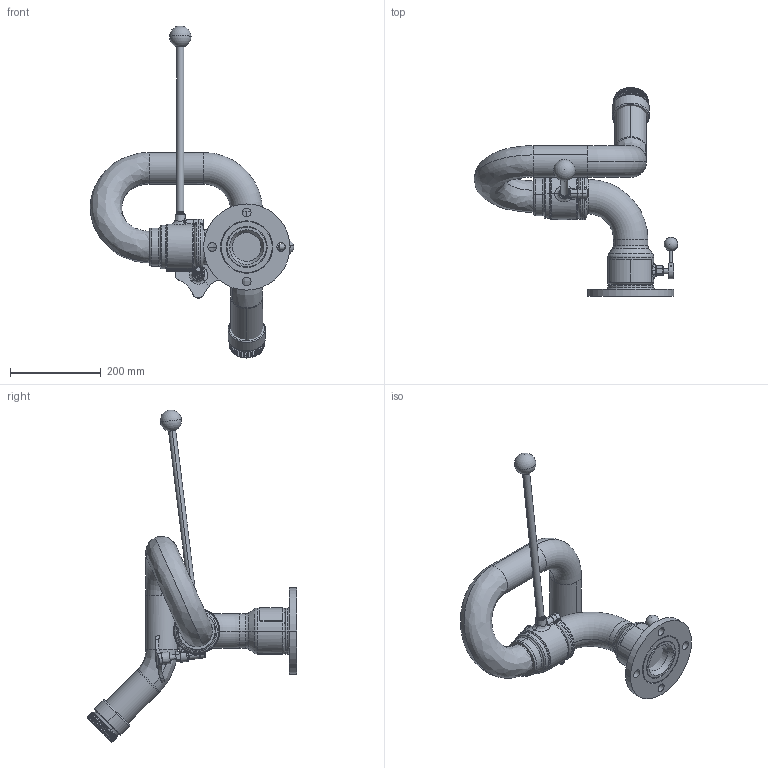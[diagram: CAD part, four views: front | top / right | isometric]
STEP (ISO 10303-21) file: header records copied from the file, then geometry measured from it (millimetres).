
FILE_DESCRIPTION (( 'STEP AP214' ), '1' );
FILE_NAME ('299-11_PythonDD.STEP', '2010-07-26T18:01:21', ( 'Rick' ), ( '' ), 'SwSTEP 2.0', 'SolidWorks 2010', '' );
FILE_SCHEMA (( 'AUTOMOTIVE_DESIGN' ));
Length unit declared in the file: inch
Products named in the file (25): Main299-11_Copy-10NULL; Products.Monitors.299-11 (Python)-299-1181263001Lock Clamp Sub-Ass''yREL10NULL; Products.Monitors.299-11 (Python)-299-1142079001Lock-Knob (Brass)REL10NULL; Release-Details 60000 - 6499962808001LOCK STUD10NULL; Release-Details 45000 - 4999947538001LOCK NUT20NULL; Products.Monitors.299-11 (Python)-299-1123573001Clamp-Ring (299-11)A50NULL; Products.Monitors.299-11 (Python)-299-1116724001Body-Lower (2.5 Elbow)50NULL; Products.Monitors.299-11 (Python)-299-1180018005Locking Device Assy (299-11)C10NULL; Hardware.Pins-Roll Pins51242000Pin-Roll (79-028-125-1.250) SS10NULL; Products.Monitors.299-11 (Python)-299-1151289001Pin-Nylon (299-11)_10NULL; Products.Monitors.299-11 (Python)-299-1144143001Lock-Washer_10NULL; Products.Monitors.299-11 (Python)-299-1147520001lock nut_20NULL; Products.Monitors.299-11 (Python)-299-1162806001lock stud (299-11) BrassC20NULL; Release-Details 60000 - 6499961523001SHAFT-HANDLE (0.312-24)A10NULL; Release-Details 40000 - 4499942022000HANDLE_KNOB20NULL; Release-Details 80000 - 84999804480012.5 UPPER BODY ASSEMBLY70NULL; Products.Monitors.299-11 (Python)-299-1111624001Adapter-Base (Free Swivel)A70NULL; Release-Details 45000 - 4999947163001Nipple-Pipe (299-11)E10NULL; Release-Details 15000 - 1999916708000BODY  TUBE (BRASS)30NULL; Products.Monitors.8593-02 (Copperhead) Tiller-Copperhead80296001-ASMKnob and Handle Sub-Assy40NULL; Products.Monitors.8593-02 (Copperhead) Tiller-Copperhead61522001Shaft-Handle (16.5-lg) SS10NULL; Release-Details 40000 - 4499942023000Knob-Handle (1-78 Dia)10NULL; Products.Monitors.299-11 (Python)-299-1115279001Base-Monitor (3.0-150 lb Flange) Brass20NULL; Products.Monitors.299-11 (Python)-299-1144349000Tag-Serial (299-11) PythonREL10NULL; 299-11_PythonDD
Assembly tree (24 placements, depth 4):
  299-11_PythonDD
    Main299-11_Copy-10NULL
      Products.Monitors.299-11 (Python)-299-1116724001Body-Lower (2.5 Elbow)50NULL
      Products.Monitors.299-11 (Python)-299-1180018005Locking Device Assy (299-11)C10NULL
        Hardware.Pins-Roll Pins51242000Pin-Roll (79-028-125-1.250) SS10NULL
        Products.Monitors.299-11 (Python)-299-1151289001Pin-Nylon (299-11)_10NULL
        Products.Monitors.299-11 (Python)-299-1144143001Lock-Washer_10NULL
        Products.Monitors.299-11 (Python)-299-1147520001lock nut_20NULL
        Products.Monitors.299-11 (Python)-299-1162806001lock stud (299-11) BrassC20NULL
        Release-Details 40000 - 4499942022000HANDLE_KNOB20NULL
        Release-Details 60000 - 6499961523001SHAFT-HANDLE (0.312-24)A10NULL
      Products.Monitors.299-11 (Python)-299-1181263001Lock Clamp Sub-Ass''yREL10NULL
        Products.Monitors.299-11 (Python)-299-1123573001Clamp-Ring (299-11)A50NULL
        Products.Monitors.299-11 (Python)-299-1142079001Lock-Knob (Brass)REL10NULL
        Release-Details 60000 - 6499962808001LOCK STUD10NULL
        Release-Details 45000 - 4999947538001LOCK NUT20NULL
      Products.Monitors.299-11 (Python)-299-1115279001Base-Monitor (3.0-150 lb Flange) Brass20NULL
      Products.Monitors.299-11 (Python)-299-1144349000Tag-Serial (299-11) PythonREL10NULL
      Products.Monitors.8593-02 (Copperhead) Tiller-Copperhead80296001-ASMKnob and Handle Sub-Assy40NULL
        Products.Monitors.8593-02 (Copperhead) Tiller-Copperhead61522001Shaft-Handle (16.5-lg) SS10NULL
        Release-Details 40000 - 4499942023000Knob-Handle (1-78 Dia)10NULL
      Release-Details 80000 - 84999804480012.5 UPPER BODY ASSEMBLY70NULL
        Release-Details 45000 - 4999947163001Nipple-Pipe (299-11)E10NULL
        Release-Details 15000 - 1999916708000BODY  TUBE (BRASS)30NULL
        Products.Monitors.299-11 (Python)-299-1111624001Adapter-Base (Free Swivel)A70NULL
Bounding box: 450 x 462.02 x 733.74 mm (x, y, z)
Volume: 4275352.2 mm3; surface area: 761296 mm2
Topology: 19 solids, 19 shells, 722 faces, 1785 edges, 1098 vertices
Faces by surface type: cylinder 261, bspline 189, plane 100, torus 82, cone 75, sphere 15
Entity records: 65456 total; most frequent: CARTESIAN_POINT 40062, ORIENTED_EDGE 3512, DIRECTION 2631, EDGE_CURVE 1756, AXIS2_PLACEMENT_3D 1117, VERTEX_POINT 1093, DIMENSIONAL_EXPONENTS 779, LENGTH_MEASURE_WITH_UNIT 779
